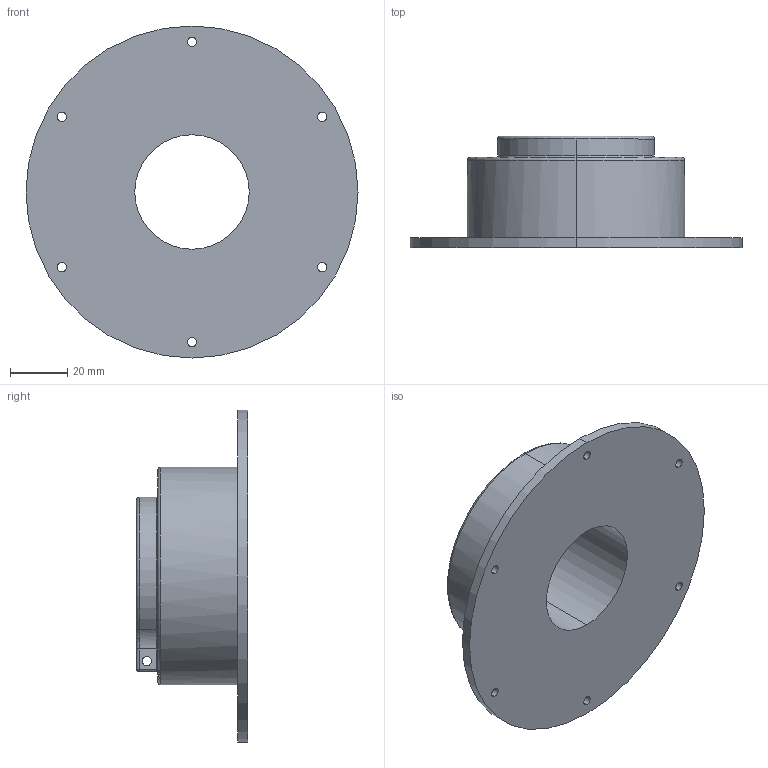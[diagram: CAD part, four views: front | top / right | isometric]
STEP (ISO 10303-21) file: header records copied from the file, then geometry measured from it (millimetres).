
FILE_DESCRIPTION (( 'STEP AP203' ), '1' );
FILE_NAME ('Vacuum_gate01_v2_02.STEP', '2025-01-08T08:28:45', ( '' ), ( '' ), 'SwSTEP 2.0', 'SolidWorks 2024', '' );
FILE_SCHEMA (( 'CONFIG_CONTROL_DESIGN' ));
Length unit declared in the file: millimetre
Products named in the file (1): Vacuum_gate01_v2_02
Bounding box: 116 x 39 x 116 mm (x, y, z)
Volume: 131747.1 mm3; surface area: 32622.9 mm2
Topology: 1 solids, 1 shells, 96 faces, 233 edges, 137 vertices
Faces by surface type: cylinder 47, torus 25, plane 12, bspline 10, sphere 2
Entity records: 3166 total; most frequent: CARTESIAN_POINT 791, DIRECTION 527, ORIENTED_EDGE 462, AXIS2_PLACEMENT_3D 231, EDGE_CURVE 231, CIRCLE 144, VERTEX_POINT 137, EDGE_LOOP 114
